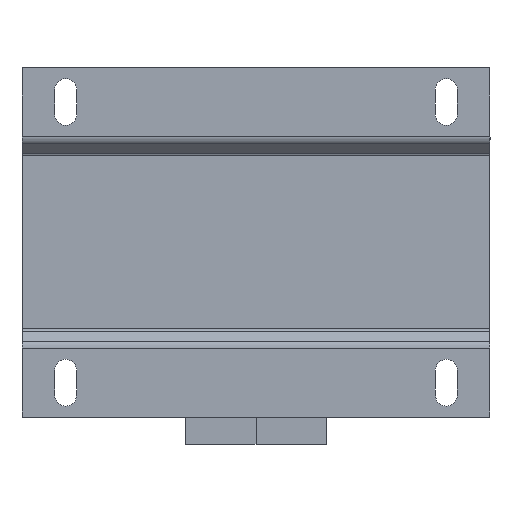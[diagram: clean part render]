
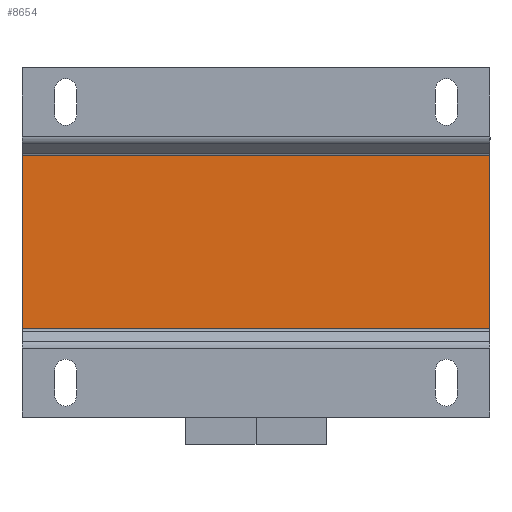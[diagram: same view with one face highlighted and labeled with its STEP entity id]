
A CAD part, front view. The second image highlights one B-rep face of the part: STEP entity #8654.
In plain terms, the highlighted planar face has unit normal (0, -1, 0).
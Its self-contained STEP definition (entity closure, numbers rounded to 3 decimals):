
#76 = CARTESIAN_POINT ( 'NONE',  ( 75., -64.5, -27.757 ) ) ;
#155 = VECTOR ( 'NONE', #3604, 1000. ) ;
#522 = CARTESIAN_POINT ( 'NONE',  ( 0., -64.5, 0. ) ) ;
#548 = DIRECTION ( 'NONE',  ( 0., 1., 0. ) ) ;
#1077 = CARTESIAN_POINT ( 'NONE',  ( 0., -64.5, 27.757 ) ) ;
#1118 = VERTEX_POINT ( 'NONE', #4369 ) ;
#1214 = VERTEX_POINT ( 'NONE', #3823 ) ;
#1296 = LINE ( 'NONE', #4275, #155 ) ;
#1431 = CARTESIAN_POINT ( 'NONE',  ( -75., -64.5, -27.757 ) ) ;
#1741 = DIRECTION ( 'NONE',  ( 1., 0., 0. ) ) ;
#2551 = ORIENTED_EDGE ( 'NONE', *, *, #3064, .F. ) ;
#2887 = EDGE_LOOP ( 'NONE', ( #2551, #7987, #6605, #4987 ) ) ;
#3064 = EDGE_CURVE ( 'Defeature ausgef�hrt1_118+Defeature ausgef�hrt1_98+Defeature ausgef�hrt1_116+Defeature ausgef�hrt1_117', #1118, #1214, #3710, .T. ) ;
#3183 = DIRECTION ( 'NONE',  ( -1., 0., 0. ) ) ;
#3355 = DIRECTION ( 'NONE',  ( 1., 0., 0. ) ) ;
#3427 = PLANE ( 'NONE',  #5491 ) ;
#3604 = DIRECTION ( 'NONE',  ( 0., 0., 1. ) ) ;
#3636 = EDGE_CURVE ( 'Defeature ausgef�hrt1_98+Defeature ausgef�hrt1_105+Defeature ausgef�hrt1_97+Defeature ausgef�hrt1_95', #5100, #3982, #8450, .T. ) ;
#3710 = LINE ( 'NONE', #1077, #3839 ) ;
#3823 = CARTESIAN_POINT ( 'NONE',  ( 75., -64.5, 27.757 ) ) ;
#3839 = VECTOR ( 'NONE', #3355, 1000. ) ;
#3924 = EDGE_CURVE ( 'Defeature ausgef�hrt1_95+Defeature ausgef�hrt1_98+Defeature ausgef�hrt1_117+Defeature ausgef�hrt1_104', #1214, #3982, #4148, .T. ) ;
#3982 = VERTEX_POINT ( 'NONE', #76 ) ;
#4148 = LINE ( 'NONE', #7842, #9013 ) ;
#4275 = CARTESIAN_POINT ( 'NONE',  ( -75., -64.5, -56. ) ) ;
#4369 = CARTESIAN_POINT ( 'NONE',  ( -75., -64.5, 27.757 ) ) ;
#4609 = VECTOR ( 'NONE', #1741, 1000. ) ;
#4900 = EDGE_CURVE ( 'Defeature ausgef�hrt1_97+Defeature ausgef�hrt1_98+Defeature ausgef�hrt1_103+Defeature ausgef�hrt1_116', #5100, #1118, #1296, .T. ) ;
#4987 = ORIENTED_EDGE ( 'NONE', *, *, #3924, .F. ) ;
#5100 = VERTEX_POINT ( 'NONE', #1431 ) ;
#5491 = AXIS2_PLACEMENT_3D ( 'NONE', #522, #548, #3183 ) ;
#6156 = CARTESIAN_POINT ( 'NONE',  ( 0., -64.5, -27.757 ) ) ;
#6605 = ORIENTED_EDGE ( 'NONE', *, *, #3636, .T. ) ;
#7170 = DIRECTION ( 'NONE',  ( 0., 0., -1. ) ) ;
#7842 = CARTESIAN_POINT ( 'NONE',  ( 75., -64.5, -56. ) ) ;
#7987 = ORIENTED_EDGE ( 'NONE', *, *, #4900, .F. ) ;
#8450 = LINE ( 'NONE', #6156, #4609 ) ;
#8508 = FACE_OUTER_BOUND ( 'NONE', #2887, .T. ) ;
#8654 = ADVANCED_FACE ( 'Defeature ausgef�hrt1_98', ( #8508 ), #3427, .F. ) ;
#9013 = VECTOR ( 'NONE', #7170, 1000. ) ;
